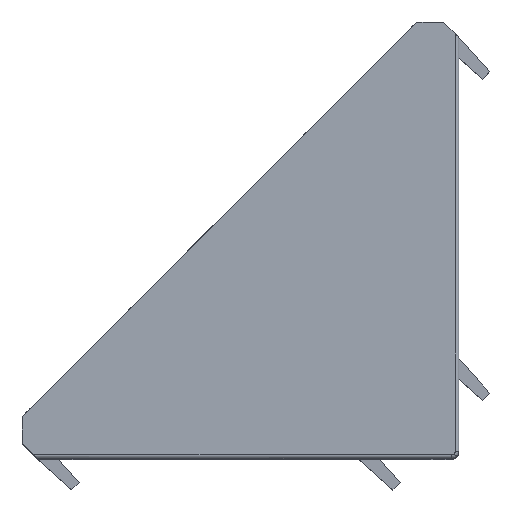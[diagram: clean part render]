
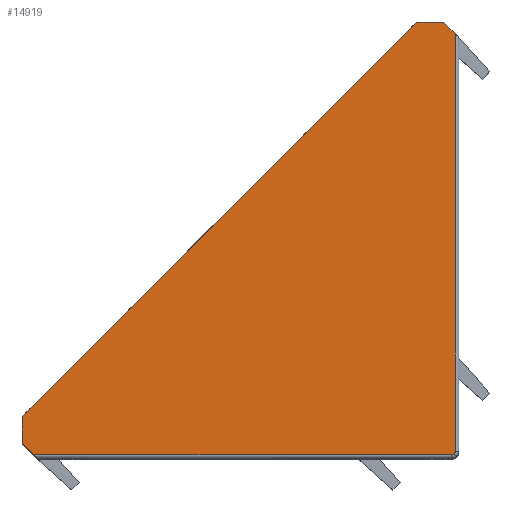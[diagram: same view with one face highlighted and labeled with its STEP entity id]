
A CAD part, top view. The second image highlights one B-rep face of the part: STEP entity #14919.
In plain terms, the highlighted planar face has unit normal (0.012, -0.012, 1).
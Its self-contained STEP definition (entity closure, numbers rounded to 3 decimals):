
#147 = ORIENTED_EDGE ( 'NONE', *, *, #9026, .T. ) ;
#419 = DIRECTION ( 'NONE',  ( 0., 1., 0.012 ) ) ;
#530 = VECTOR ( 'NONE', #9178, 1000. ) ;
#551 = LINE ( 'NONE', #8476, #3268 ) ;
#604 = VERTEX_POINT ( 'NONE', #13618 ) ;
#888 = VECTOR ( 'NONE', #8447, 1000. ) ;
#1155 = ORIENTED_EDGE ( 'NONE', *, *, #5323, .T. ) ;
#1489 = CARTESIAN_POINT ( 'NONE',  ( -0.994, 0.494, 28.247 ) ) ;
#1687 = ORIENTED_EDGE ( 'NONE', *, *, #4228, .T. ) ;
#1768 = CARTESIAN_POINT ( 'NONE',  ( -0.494, 0.994, 28.247 ) ) ;
#1925 = ORIENTED_EDGE ( 'NONE', *, *, #8942, .T. ) ;
#2350 = ORIENTED_EDGE ( 'NONE', *, *, #11710, .T. ) ;
#2624 = VERTEX_POINT ( 'NONE', #3360 ) ;
#2660 = CARTESIAN_POINT ( 'NONE',  ( -5.509, 0.494, 28.303 ) ) ;
#2715 = DIRECTION ( 'NONE',  ( 1., 0., -0.012 ) ) ;
#2859 =( BOUNDED_CURVE ( )  B_SPLINE_CURVE ( 3, ( #3939, #6410, #8749, #1768 ),
 .UNSPECIFIED., .F., .F. ) 
 B_SPLINE_CURVE_WITH_KNOTS ( ( 4, 4 ),
 ( 0., 0.785 ),
 .UNSPECIFIED. ) 
 CURVE ( )  GEOMETRIC_REPRESENTATION_ITEM ( )  RATIONAL_B_SPLINE_CURVE ( ( 1., 0.949, 0.949, 1. ) ) 
 REPRESENTATION_ITEM ( '' )  );
#3233 = LINE ( 'NONE', #10950, #9065 ) ;
#3268 = VECTOR ( 'NONE', #419, 1000. ) ;
#3360 = CARTESIAN_POINT ( 'NONE',  ( -0.494, 55.494, 28.92 ) ) ;
#3568 = EDGE_LOOP ( 'NONE', ( #4148, #5916, #1155, #7020, #147, #1925, #1687, #8904, #2350 ) ) ;
#3594 = LINE ( 'NONE', #15109, #530 ) ;
#3939 = CARTESIAN_POINT ( 'NONE',  ( -0.64, 0.64, 28.244 ) ) ;
#3961 = DIRECTION ( 'NONE',  ( 0.707, -0.707, -0.017 ) ) ;
#4148 = ORIENTED_EDGE ( 'NONE', *, *, #10086, .T. ) ;
#4197 = CARTESIAN_POINT ( 'NONE',  ( -0.735, 0.545, 28.244 ) ) ;
#4228 = EDGE_CURVE ( 'NONE', #604, #14005, #3594, .T. ) ;
#4339 = VECTOR ( 'NONE', #9546, 1000. ) ;
#4346 = VECTOR ( 'NONE', #8381, 1000. ) ;
#4711 = LINE ( 'NONE', #14279, #4346 ) ;
#5072 = VECTOR ( 'NONE', #14143, 1000. ) ;
#5117 = CARTESIAN_POINT ( 'NONE',  ( -5.5, 57., 29. ) ) ;
#5323 = EDGE_CURVE ( 'NONE', #9999, #9771, #8265, .T. ) ;
#5502 = VERTEX_POINT ( 'NONE', #11709 ) ;
#5673 = FACE_OUTER_BOUND ( 'NONE', #3568, .T. ) ;
#5914 = CARTESIAN_POINT ( 'NONE',  ( -57., 56.992, 29.636 ) ) ;
#5916 = ORIENTED_EDGE ( 'NONE', *, *, #10011, .T. ) ;
#6410 = CARTESIAN_POINT ( 'NONE',  ( -0.545, 0.735, 28.244 ) ) ;
#6413 = VERTEX_POINT ( 'NONE', #12364 ) ;
#7020 = ORIENTED_EDGE ( 'NONE', *, *, #9115, .T. ) ;
#7707 = VERTEX_POINT ( 'NONE', #9573 ) ;
#8161 = CARTESIAN_POINT ( 'NONE',  ( -55.494, 0.494, 28.92 ) ) ;
#8265 =( BOUNDED_CURVE ( )  B_SPLINE_CURVE ( 3, ( #11244, #10043, #4197, #12440 ),
 .UNSPECIFIED., .F., .F. ) 
 B_SPLINE_CURVE_WITH_KNOTS ( ( 4, 4 ),
 ( 5.498, 6.283 ),
 .UNSPECIFIED. ) 
 CURVE ( )  GEOMETRIC_REPRESENTATION_ITEM ( )  RATIONAL_B_SPLINE_CURVE ( ( 1., 0.949, 0.949, 1. ) ) 
 REPRESENTATION_ITEM ( '' )  );
#8381 = DIRECTION ( 'NONE',  ( -0.707, 0.707, 0.017 ) ) ;
#8447 = DIRECTION ( 'NONE',  ( 1., 0., -0.012 ) ) ;
#8476 = CARTESIAN_POINT ( 'NONE',  ( -0.494, 57.001, 28.938 ) ) ;
#8487 = CARTESIAN_POINT ( 'NONE',  ( -5.5, 57., 29. ) ) ;
#8749 = CARTESIAN_POINT ( 'NONE',  ( -0.494, 0.859, 28.245 ) ) ;
#8904 = ORIENTED_EDGE ( 'NONE', *, *, #11795, .T. ) ;
#8937 = CARTESIAN_POINT ( 'NONE',  ( -0.64, 0.64, 28.244 ) ) ;
#8942 = EDGE_CURVE ( 'NONE', #2624, #604, #4711, .T. ) ;
#9026 = EDGE_CURVE ( 'NONE', #6413, #2624, #551, .T. ) ;
#9065 = VECTOR ( 'NONE', #3961, 1000. ) ;
#9115 = EDGE_CURVE ( 'NONE', #9771, #6413, #2859, .T. ) ;
#9178 = DIRECTION ( 'NONE',  ( -1., 0., 0.012 ) ) ;
#9284 = AXIS2_PLACEMENT_3D ( 'NONE', #8487, #9692, #2715 ) ;
#9546 = DIRECTION ( 'NONE',  ( -0.707, -0.707, 0. ) ) ;
#9573 = CARTESIAN_POINT ( 'NONE',  ( -57., 5.5, 29. ) ) ;
#9692 = DIRECTION ( 'NONE',  ( 0.012, -0.012, 1. ) ) ;
#9771 = VERTEX_POINT ( 'NONE', #8937 ) ;
#9999 = VERTEX_POINT ( 'NONE', #1489 ) ;
#10011 = EDGE_CURVE ( 'NONE', #14372, #9999, #13716, .T. ) ;
#10043 = CARTESIAN_POINT ( 'NONE',  ( -0.859, 0.494, 28.245 ) ) ;
#10086 = EDGE_CURVE ( 'NONE', #5502, #14372, #3233, .T. ) ;
#10845 = PLANE ( 'NONE',  #9284 ) ;
#10950 = CARTESIAN_POINT ( 'NONE',  ( -55.001, 0.001, 28.907 ) ) ;
#11244 = CARTESIAN_POINT ( 'NONE',  ( -0.994, 0.494, 28.247 ) ) ;
#11709 = CARTESIAN_POINT ( 'NONE',  ( -57., 2., 28.957 ) ) ;
#11710 = EDGE_CURVE ( 'NONE', #7707, #5502, #14454, .T. ) ;
#11795 = EDGE_CURVE ( 'NONE', #14005, #7707, #13735, .T. ) ;
#11953 = CARTESIAN_POINT ( 'NONE',  ( -5.5, 57., 29. ) ) ;
#12364 = CARTESIAN_POINT ( 'NONE',  ( -0.494, 0.994, 28.247 ) ) ;
#12440 = CARTESIAN_POINT ( 'NONE',  ( -0.64, 0.64, 28.244 ) ) ;
#13618 = CARTESIAN_POINT ( 'NONE',  ( -2., 57., 28.957 ) ) ;
#13716 = LINE ( 'NONE', #2660, #888 ) ;
#13735 = LINE ( 'NONE', #11953, #4339 ) ;
#14005 = VERTEX_POINT ( 'NONE', #5117 ) ;
#14143 = DIRECTION ( 'NONE',  ( 0., -1., -0.012 ) ) ;
#14279 = CARTESIAN_POINT ( 'NONE',  ( -2.001, 57.001, 28.957 ) ) ;
#14372 = VERTEX_POINT ( 'NONE', #8161 ) ;
#14454 = LINE ( 'NONE', #5914, #5072 ) ;
#14919 = ADVANCED_FACE ( 'NONE', ( #5673 ), #10845, .T. ) ;
#15109 = CARTESIAN_POINT ( 'NONE',  ( -5.5, 57., 29. ) ) ;
